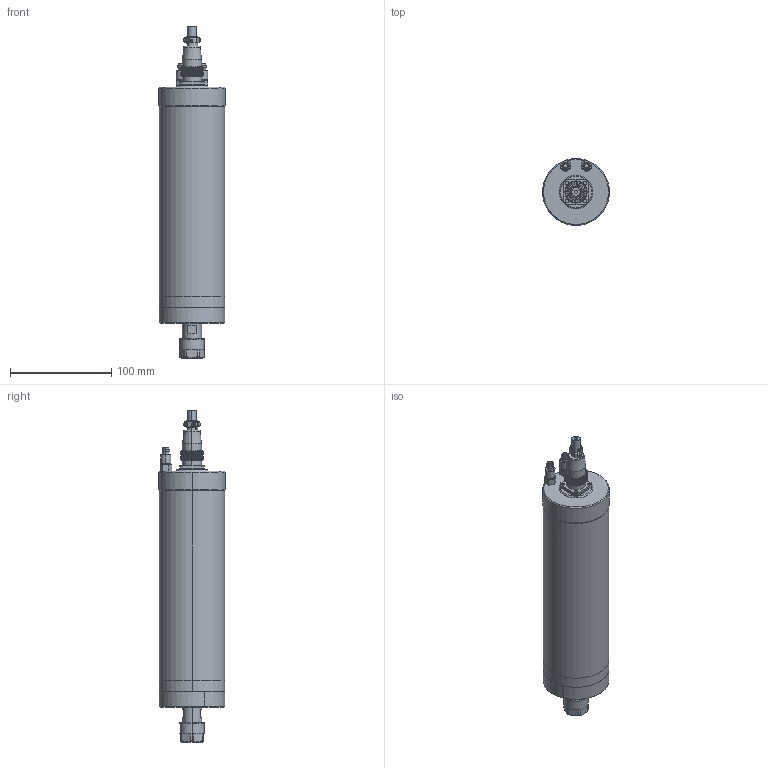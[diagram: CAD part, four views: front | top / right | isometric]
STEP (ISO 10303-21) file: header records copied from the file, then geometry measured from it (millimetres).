
FILE_DESCRIPTION (( 'STEP AP214' ), '1' );
FILE_NAME ('GDZ-18B.STEP', '2024-08-01T00:56:08', ( '00' ), ( '' ), 'SwSTEP 2.0', 'SolidWorks 2018', '' );
FILE_SCHEMA (( 'AUTOMOTIVE_DESIGN' ));
Length unit declared in the file: millimetre
Products named in the file (12): GDZ-18B; GDZ18B粣創釱; ER16蹟簽; H17-4脣釱; ER16粟俶芠標; GDZ18B儂褲; GDZ18B滅鳥欶; GDZ18B粣芛; H17-4脣芛; 阨郲30.5-(M8); GDZ18堤盄釱; H17-4瑤脣
Assembly tree (12 placements, depth 3):
  GDZ-18B
    GDZ18B儂褲
    ER16粟俶芠標
    ER16蹟簽
    GDZ18B滅鳥欶
    GDZ18B粣創釱
    GDZ18B粣芛
    GDZ18堤盄釱
    阨郲30.5-(M8)  x2
    H17-4瑤脣
      H17-4脣釱
      H17-4脣芛
Bounding box: 66 x 66 x 327.4 mm (x, y, z)
Volume: 802541.1 mm3; surface area: 97173.2 mm2
Topology: 13 solids, 13 shells, 1067 faces, 2835 edges, 1837 vertices
Faces by surface type: cylinder 494, plane 467, cone 64, torus 17, bspline 13, sphere 12
Entity records: 37360 total; most frequent: CARTESIAN_POINT 9056, ORIENTED_EDGE 5486, DIRECTION 5332, EDGE_CURVE 2743, AXIS2_PLACEMENT_3D 2107, VERTEX_POINT 1797, EDGE_LOOP 1144, VECTOR 1118
